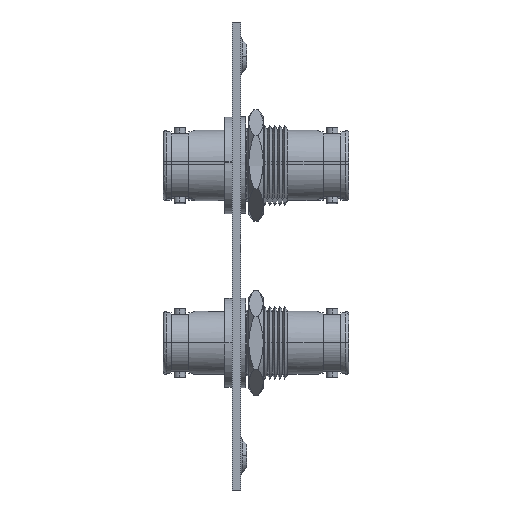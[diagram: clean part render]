
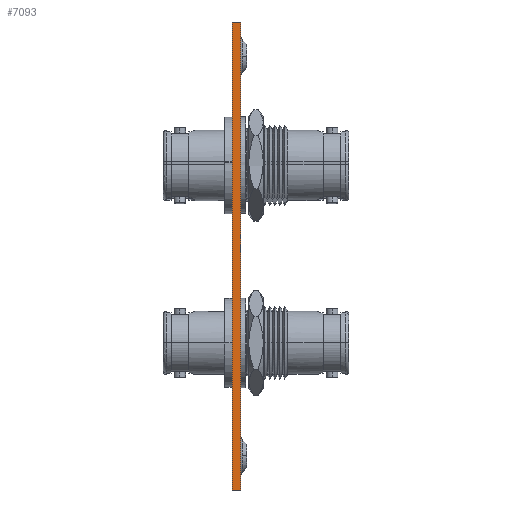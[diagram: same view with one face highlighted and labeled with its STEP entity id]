
A CAD part, left-side view. The second image highlights one B-rep face of the part: STEP entity #7093.
In plain terms, the highlighted planar face has unit normal (-1, 0, 0).
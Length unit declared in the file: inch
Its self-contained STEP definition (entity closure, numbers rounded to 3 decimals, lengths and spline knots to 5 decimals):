
#4793 = DIRECTION ( 'NONE',  ( 0., 0., 1. ) ) ;
#4794 = VECTOR ( 'NONE', #4793, 39.37008 ) ;
#4795 = CARTESIAN_POINT ( 'NONE',  ( -1.34, 0.06, -1.615 ) ) ;
#4796 = LINE ( 'NONE', #4795, #4794 ) ;
#4797 = CARTESIAN_POINT ( 'NONE',  ( -1.34, 0.06, -1.615 ) ) ;
#4856 = CARTESIAN_POINT ( 'NONE',  ( -1.34, 0.06, 1.615 ) ) ;
#4959 = FACE_OUTER_BOUND ( 'NONE', #7094, .T. ) ;
#5062 = DIRECTION ( 'NONE',  ( 0., -1., 0. ) ) ;
#5064 = VECTOR ( 'NONE', #5062, 39.37008 ) ;
#5066 = CARTESIAN_POINT ( 'NONE',  ( -1.34, 0.06, -1.615 ) ) ;
#5068 = LINE ( 'NONE', #5066, #5064 ) ;
#5070 = DIRECTION ( 'NONE',  ( 0., -1., 0. ) ) ;
#5072 = VECTOR ( 'NONE', #5070, 39.37008 ) ;
#5074 = CARTESIAN_POINT ( 'NONE',  ( -1.34, 0.06, 1.615 ) ) ;
#5075 = LINE ( 'NONE', #5074, #5072 ) ;
#5080 = DIRECTION ( 'NONE',  ( 0., 0., 1. ) ) ;
#5082 = DIRECTION ( 'NONE',  ( -1., 0., 0. ) ) ;
#5083 = CARTESIAN_POINT ( 'NONE',  ( -1.34, 0.06, -1.615 ) ) ;
#5085 = AXIS2_PLACEMENT_3D ( 'NONE', #5083, #5082, #5080 ) ;
#5089 = PLANE ( 'NONE',  #5085 ) ;
#5110 = CARTESIAN_POINT ( 'NONE',  ( -1.34, 0., -1.615 ) ) ;
#5113 = DIRECTION ( 'NONE',  ( 0., 0., 1. ) ) ;
#5114 = VECTOR ( 'NONE', #5113, 39.37008 ) ;
#5116 = CARTESIAN_POINT ( 'NONE',  ( -1.34, 0., -1.615 ) ) ;
#5118 = LINE ( 'NONE', #5116, #5114 ) ;
#5123 = CARTESIAN_POINT ( 'NONE',  ( -1.34, 0., 1.615 ) ) ;
#6961 = VERTEX_POINT ( 'NONE', #4797 ) ;
#6968 = EDGE_CURVE ( 'NONE', #6961, #7006, #4796, .T. ) ;
#7006 = VERTEX_POINT ( 'NONE', #4856 ) ;
#7093 = ADVANCED_FACE ( 'NONE', ( #4959 ), #5089, .T. ) ;
#7094 = EDGE_LOOP ( 'NONE', ( #7095, #7098, #7099, #7103 ) ) ;
#7095 = ORIENTED_EDGE ( 'NONE', *, *, #7096, .F. ) ;
#7096 = EDGE_CURVE ( 'NONE', #7006, #7150, #5075, .T. ) ;
#7098 = ORIENTED_EDGE ( 'NONE', *, *, #6968, .F. ) ;
#7099 = ORIENTED_EDGE ( 'NONE', *, *, #7101, .T. ) ;
#7101 = EDGE_CURVE ( 'NONE', #6961, #7154, #5068, .T. ) ;
#7103 = ORIENTED_EDGE ( 'NONE', *, *, #7153, .T. ) ;
#7150 = VERTEX_POINT ( 'NONE', #5123 ) ;
#7153 = EDGE_CURVE ( 'NONE', #7154, #7150, #5118, .T. ) ;
#7154 = VERTEX_POINT ( 'NONE', #5110 ) ;
